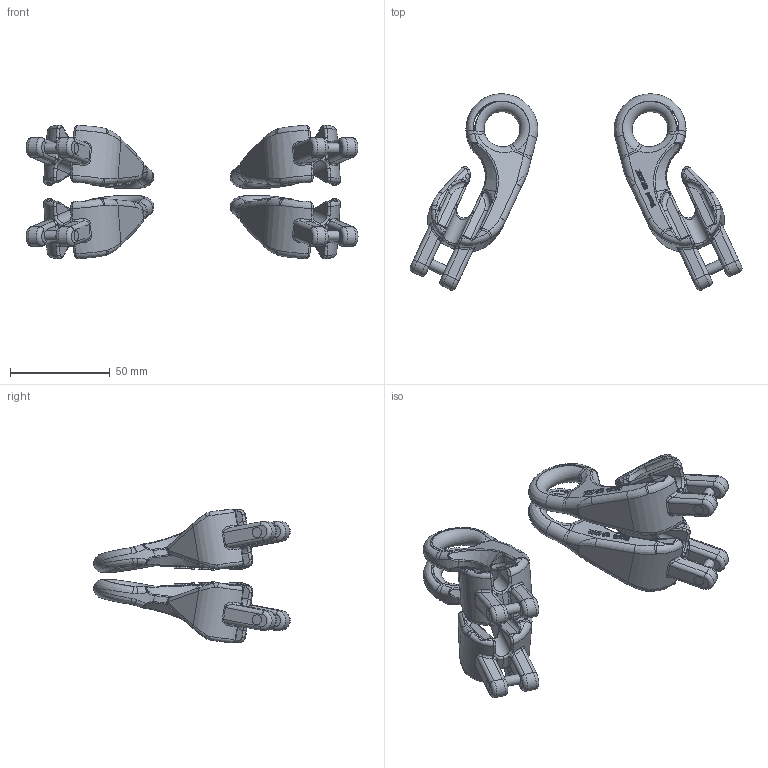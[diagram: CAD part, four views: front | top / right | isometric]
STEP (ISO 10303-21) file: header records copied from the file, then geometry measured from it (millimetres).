
FILE_DESCRIPTION(/* description */ (''),/* implementation_level */ '2;1');
FILE_NAME(/* name */ 'pewag_VXKW_4-5',/* time_stamp */ '2010-03-03T09:32:39+01:00',/* author */ (''),/* organization */ (''),/* preprocessor_version */ 'ST-DEVELOPER v9',/* originating_system */ 'UGS - NX 4.0',/* authorisation */ '');
FILE_SCHEMA (('AUTOMOTIVE_DESIGN { 1 0 10303 214 1 1 1 1 }'));
Length unit declared in the file: millimetre
Products named in the file (1): rit7E48oypd
Bounding box: 166.34 x 98.34 x 67.05 mm (x, y, z)
Volume: 128728.8 mm3; surface area: 42442.9 mm2
Topology: 8 solids, 8 shells, 1888 faces, 4712 edges, 2872 vertices
Faces by surface type: plane 560, bspline 448, extrusion 392, cylinder 340, torus 100, sphere 32, cone 16
Full cylindrical faces by diameter (mm): 5 x12
Entity records: 68512 total; most frequent: CARTESIAN_POINT 28325, ORIENTED_EDGE 9336, DIRECTION 6610, EDGE_CURVE 4668, VERTEX_POINT 2864, AXIS2_PLACEMENT_3D 2297, B_SPLINE_CURVE_WITH_KNOTS 2144, VECTOR 2016
